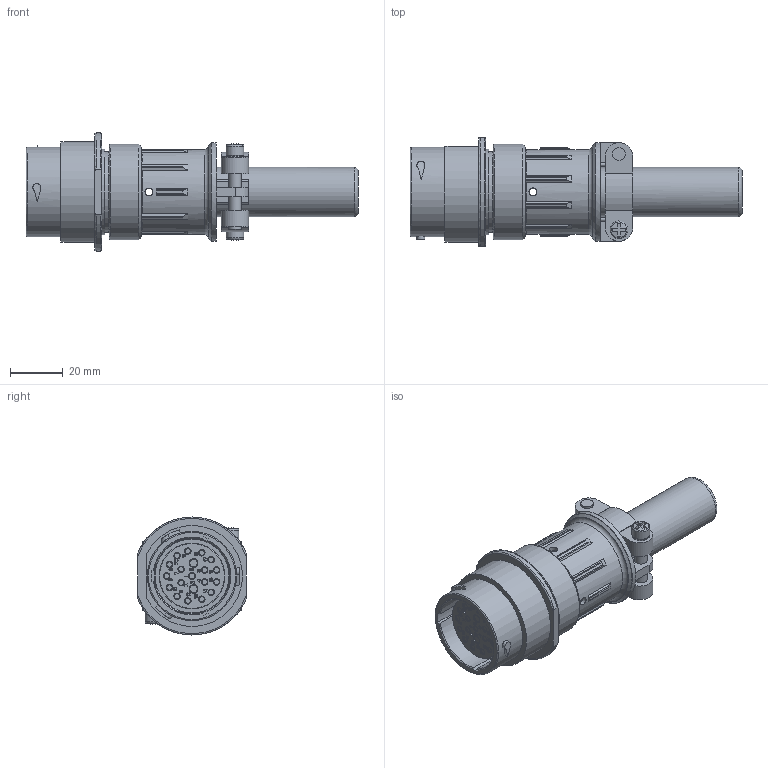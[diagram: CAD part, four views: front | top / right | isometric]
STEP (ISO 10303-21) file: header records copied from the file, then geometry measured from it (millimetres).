
FILE_DESCRIPTION(/* description */ ('STEP AP214'),/* implementation_level */ '2;1');
FILE_NAME(/* name */ 'AHDM04-18-20SR-059',/* time_stamp */ '2023-01-23T15:07:29+01:00',/* author */ ('License CC BY-ND 4.0'),/* organization */ ('CADENAS'),/* preprocessor_version */ 'ST-DEVELOPER v18.102',/* originating_system */ 'PARTsolutions',/* authorisation */ ' ');
FILE_SCHEMA (('AUTOMOTIVE_DESIGN {1 0 10303 214 3 1 1}'));
Length unit declared in the file: millimetre
Products named in the file (3): AHDM04-18-20SR-059; AHDMBS-18-059; AHDM04-18-20SR
Assembly tree (2 placements, depth 2):
  AHDM04-18-20SR-059
    AHDMBS-18-059
    AHDM04-18-20SR
Bounding box: 125.45 x 41.1 x 44.6 mm (x, y, z)
Volume: 67352.1 mm3; surface area: 26992.1 mm2
Topology: 2 solids, 2 shells, 1056 faces, 2591 edges, 1714 vertices
Faces by surface type: plane 701, cylinder 242, torus 68, cone 43, sphere 2
Full cylindrical faces by diameter (mm): 0.45 x3, 0.5 x1, 0.51 x1, 0.54 x6, 0.6 x1, 2.05 x18, 2.95 x2, 3 x4, 3.2 x18, 4.3 x2, 4.8 x6, 6.475 x2, 6.7 x2, 15.9 x1, 18.7 x1, 24.8 x1, 24.9 x1, 28.7 x2, 30.34 x1, 30.376 x1, 30.74 x1, 32.1 x1, 32.2 x1, 33.76 x1, 36 x1, 37.3 x1
Entity records: 37511 total; most frequent: CARTESIAN_POINT 5546, DIRECTION 5042, ORIENTED_EDGE 4756, EDGE_CURVE 2378, AXIS2_PLACEMENT_3D 1702, VERTEX_POINT 1670, LINE 1638, VECTOR 1638
